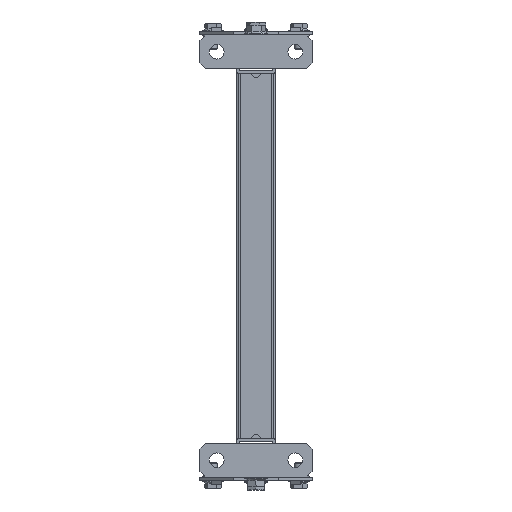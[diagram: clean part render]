
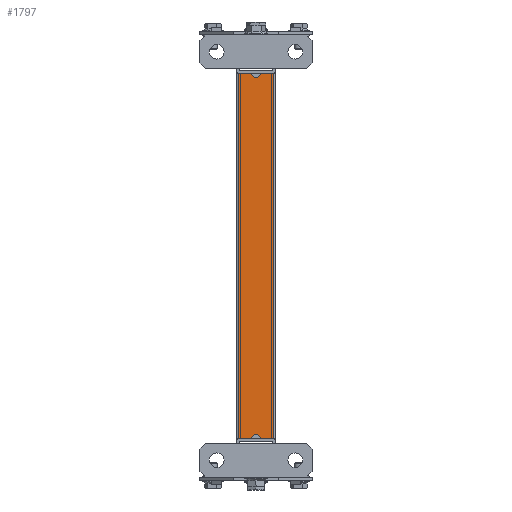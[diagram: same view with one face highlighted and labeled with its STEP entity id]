
A CAD part, front view. The second image highlights one B-rep face of the part: STEP entity #1797.
In plain terms, the highlighted face is planar.
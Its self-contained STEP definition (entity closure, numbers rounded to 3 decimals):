
#16 = LINE ( 'NONE', #9346, #6385 ) ;
#214 = CARTESIAN_POINT ( 'NONE',  ( 4., 326., 17. ) ) ;
#364 = ORIENTED_EDGE ( 'NONE', *, *, #7294, .F. ) ;
#477 = VECTOR ( 'NONE', #751, 1000. ) ;
#535 = ORIENTED_EDGE ( 'NONE', *, *, #585, .F. ) ;
#585 = EDGE_CURVE ( 'NONE', #9011, #9261, #6020, .T. ) ;
#731 = DIRECTION ( 'NONE',  ( 1., 0., 0. ) ) ;
#751 = DIRECTION ( 'NONE',  ( 1., 0., 0. ) ) ;
#755 = ORIENTED_EDGE ( 'NONE', *, *, #10252, .F. ) ;
#850 = CARTESIAN_POINT ( 'NONE',  ( 0., 326., 17. ) ) ;
#899 = CARTESIAN_POINT ( 'NONE',  ( -16., 0., 17. ) ) ;
#1014 = CARTESIAN_POINT ( 'NONE',  ( -16., 326., 17. ) ) ;
#1121 = CIRCLE ( 'NONE', #8556, 4. ) ;
#1208 = CARTESIAN_POINT ( 'NONE',  ( 16., 0., 17. ) ) ;
#1748 = LINE ( 'NONE', #1796, #8284 ) ;
#1796 = CARTESIAN_POINT ( 'NONE',  ( -16., 326., 17. ) ) ;
#1797 = ADVANCED_FACE ( 'NONE', ( #8680 ), #8343, .F. ) ;
#1876 = EDGE_CURVE ( 'NONE', #3759, #4017, #1748, .T. ) ;
#1937 = CARTESIAN_POINT ( 'NONE',  ( 16., 326., 17. ) ) ;
#2521 = DIRECTION ( 'NONE',  ( 1., 0., 0. ) ) ;
#2597 = DIRECTION ( 'NONE',  ( 0., 0., 1. ) ) ;
#2685 = VECTOR ( 'NONE', #5657, 1000. ) ;
#2833 = VECTOR ( 'NONE', #731, 1000. ) ;
#2858 = VERTEX_POINT ( 'NONE', #9591 ) ;
#3224 = EDGE_LOOP ( 'NONE', ( #8327, #755, #9289, #6336, #364, #535, #10144, #9814 ) ) ;
#3335 = CARTESIAN_POINT ( 'NONE',  ( -17., 326., 17. ) ) ;
#3520 = CARTESIAN_POINT ( 'NONE',  ( 0., 0., 17. ) ) ;
#3732 = DIRECTION ( 'NONE',  ( 1., 0., 0. ) ) ;
#3759 = VERTEX_POINT ( 'NONE', #1014 ) ;
#3945 = CARTESIAN_POINT ( 'NONE',  ( -4., 0., 17. ) ) ;
#4017 = VERTEX_POINT ( 'NONE', #899 ) ;
#4782 = CARTESIAN_POINT ( 'NONE',  ( 16., 326., 17. ) ) ;
#4863 = DIRECTION ( 'NONE',  ( 0., 0., -1. ) ) ;
#5001 = CARTESIAN_POINT ( 'NONE',  ( -17., 326., 17. ) ) ;
#5118 = DIRECTION ( 'NONE',  ( 0., -1., 0. ) ) ;
#5209 = EDGE_CURVE ( 'NONE', #3759, #9011, #16, .T. ) ;
#5278 = DIRECTION ( 'NONE',  ( 0., 0., 1. ) ) ;
#5652 = LINE ( 'NONE', #8746, #6818 ) ;
#5657 = DIRECTION ( 'NONE',  ( 0., 1., 0. ) ) ;
#5666 = AXIS2_PLACEMENT_3D ( 'NONE', #850, #2597, #2521 ) ;
#5744 = CARTESIAN_POINT ( 'NONE',  ( -17., 0., 17. ) ) ;
#5840 = LINE ( 'NONE', #4782, #2685 ) ;
#5880 = DIRECTION ( 'NONE',  ( -1., 0., 0. ) ) ;
#6020 = CIRCLE ( 'NONE', #5666, 4. ) ;
#6103 = LINE ( 'NONE', #5744, #2833 ) ;
#6219 = LINE ( 'NONE', #5001, #477 ) ;
#6336 = ORIENTED_EDGE ( 'NONE', *, *, #10550, .T. ) ;
#6385 = VECTOR ( 'NONE', #9269, 1000. ) ;
#6818 = VECTOR ( 'NONE', #3732, 1000. ) ;
#6924 = VERTEX_POINT ( 'NONE', #1937 ) ;
#6969 = DIRECTION ( 'NONE',  ( 1., 0., 0. ) ) ;
#7225 = CARTESIAN_POINT ( 'NONE',  ( -4., 326., 17. ) ) ;
#7294 = EDGE_CURVE ( 'NONE', #9261, #6924, #6219, .T. ) ;
#7848 = VERTEX_POINT ( 'NONE', #1208 ) ;
#7856 = VERTEX_POINT ( 'NONE', #3945 ) ;
#8284 = VECTOR ( 'NONE', #5118, 1000. ) ;
#8327 = ORIENTED_EDGE ( 'NONE', *, *, #10010, .T. ) ;
#8343 = PLANE ( 'NONE',  #8401 ) ;
#8401 = AXIS2_PLACEMENT_3D ( 'NONE', #3335, #4863, #5880 ) ;
#8556 = AXIS2_PLACEMENT_3D ( 'NONE', #3520, #5278, #6969 ) ;
#8680 = FACE_OUTER_BOUND ( 'NONE', #3224, .T. ) ;
#8746 = CARTESIAN_POINT ( 'NONE',  ( -17., 0., 17. ) ) ;
#9011 = VERTEX_POINT ( 'NONE', #7225 ) ;
#9261 = VERTEX_POINT ( 'NONE', #214 ) ;
#9269 = DIRECTION ( 'NONE',  ( 1., 0., 0. ) ) ;
#9289 = ORIENTED_EDGE ( 'NONE', *, *, #9453, .T. ) ;
#9346 = CARTESIAN_POINT ( 'NONE',  ( -17., 326., 17. ) ) ;
#9453 = EDGE_CURVE ( 'NONE', #2858, #7848, #5652, .T. ) ;
#9591 = CARTESIAN_POINT ( 'NONE',  ( 4., 0., 17. ) ) ;
#9814 = ORIENTED_EDGE ( 'NONE', *, *, #1876, .T. ) ;
#10010 = EDGE_CURVE ( 'NONE', #4017, #7856, #6103, .T. ) ;
#10144 = ORIENTED_EDGE ( 'NONE', *, *, #5209, .F. ) ;
#10252 = EDGE_CURVE ( 'NONE', #2858, #7856, #1121, .T. ) ;
#10550 = EDGE_CURVE ( 'NONE', #7848, #6924, #5840, .T. ) ;
